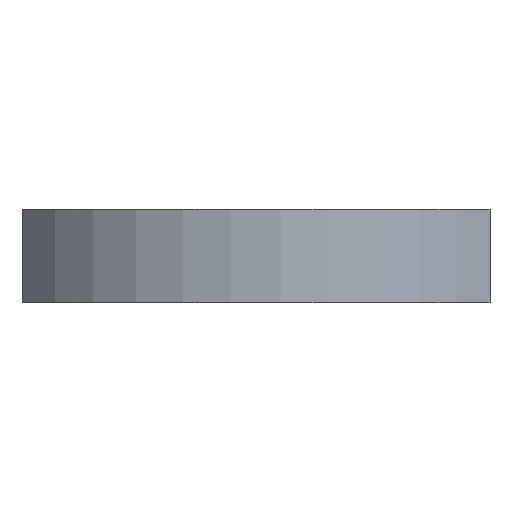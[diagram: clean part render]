
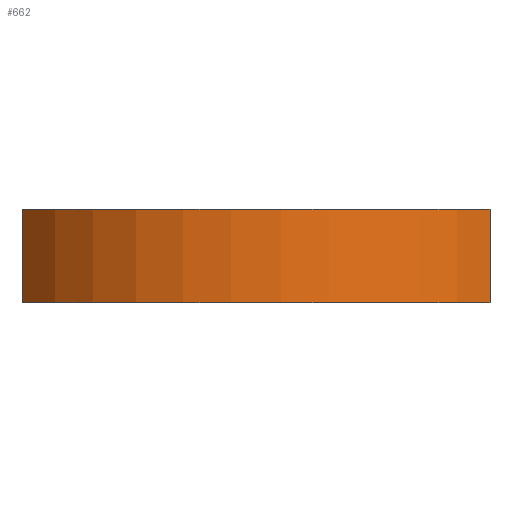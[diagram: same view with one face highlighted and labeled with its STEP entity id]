
A CAD part, front view. The second image highlights one B-rep face of the part: STEP entity #662.
In plain terms, the highlighted cylindrical face has radius 37.5 mm (diameter 75 mm), a partial arc.
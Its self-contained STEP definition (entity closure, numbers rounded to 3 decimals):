
#65=CYLINDRICAL_SURFACE('',#748,37.5);
#101=FACE_OUTER_BOUND('',#149,.T.);
#149=EDGE_LOOP('',(#606,#607,#608,#609));
#206=LINE('',#1131,#259);
#208=LINE('',#1135,#261);
#259=VECTOR('',#941,10.);
#261=VECTOR('',#945,10.);
#274=CIRCLE('',#702,37.5);
#297=CIRCLE('',#749,37.5);
#329=VERTEX_POINT('',#1035);
#330=VERTEX_POINT('',#1037);
#356=VERTEX_POINT('',#1129);
#357=VERTEX_POINT('',#1133);
#398=EDGE_CURVE('',#329,#330,#274,.T.);
#443=EDGE_CURVE('',#356,#329,#206,.T.);
#445=EDGE_CURVE('',#357,#330,#208,.T.);
#446=EDGE_CURVE('',#356,#357,#297,.T.);
#606=ORIENTED_EDGE('',*,*,#446,.T.);
#607=ORIENTED_EDGE('',*,*,#445,.T.);
#608=ORIENTED_EDGE('',*,*,#398,.F.);
#609=ORIENTED_EDGE('',*,*,#443,.F.);
#662=ADVANCED_FACE('',(#101),#65,.T.);
#702=AXIS2_PLACEMENT_3D('',#1038,#829,#830);
#748=AXIS2_PLACEMENT_3D('',#1136,#946,#947);
#749=AXIS2_PLACEMENT_3D('',#1137,#948,#949);
#829=DIRECTION('center_axis',(0.,0.,1.));
#830=DIRECTION('ref_axis',(-0.8,-0.6,0.));
#941=DIRECTION('',(0.,0.,1.));
#945=DIRECTION('',(0.,0.,1.));
#946=DIRECTION('center_axis',(0.,0.,1.));
#947=DIRECTION('ref_axis',(-0.8,-0.6,0.));
#948=DIRECTION('center_axis',(0.,0.,1.));
#949=DIRECTION('ref_axis',(-0.8,-0.6,0.));
#1035=CARTESIAN_POINT('',(0.,15.,12.));
#1037=CARTESIAN_POINT('',(60.,15.,12.));
#1038=CARTESIAN_POINT('Origin',(30.,37.5,12.));
#1129=CARTESIAN_POINT('',(0.,15.,0.));
#1131=CARTESIAN_POINT('',(0.,15.,0.));
#1133=CARTESIAN_POINT('',(60.,15.,0.));
#1135=CARTESIAN_POINT('',(60.,15.,0.));
#1136=CARTESIAN_POINT('Origin',(30.,37.5,0.));
#1137=CARTESIAN_POINT('Origin',(30.,37.5,0.));
